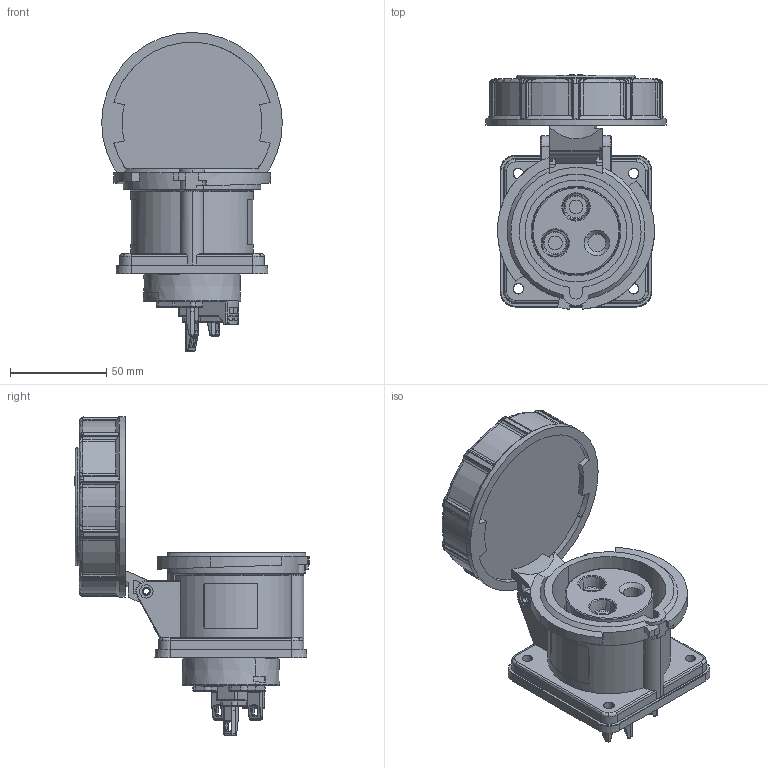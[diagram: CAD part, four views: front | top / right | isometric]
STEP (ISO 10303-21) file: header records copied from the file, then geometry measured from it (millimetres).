
FILE_DESCRIPTION (( 'STEP AP203' ), '1' );
FILE_NAME ('BRY330R4W.step', '2022-08-17T20:01:59', ( '' ), ( '' ), 'SwSTEP 2.0', 'SolidWorks 2021', '' );
FILE_SCHEMA (( 'CONFIG_CONTROL_DESIGN' ));
Products named in the file (1): BRY330R4W
Bounding box: 94 x 121.95 x 166 mm (x, y, z)
Volume: 345158.8 mm3; surface area: 80487.2 mm2
Topology: 2 solids, 5 shells, 1674 faces, 4376 edges, 2732 vertices
Faces by surface type: cylinder 568, plane 544, bspline 275, torus 166, cone 105, sphere 16
Entity records: 58357 total; most frequent: CARTESIAN_POINT 20112, ORIENTED_EDGE 8644, DIRECTION 6942, EDGE_CURVE 4322, VERTEX_POINT 2732, AXIS2_PLACEMENT_3D 2474, LINE 1994, VECTOR 1994
